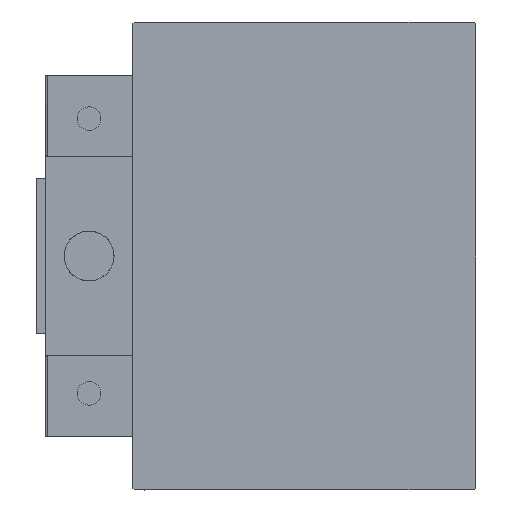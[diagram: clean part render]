
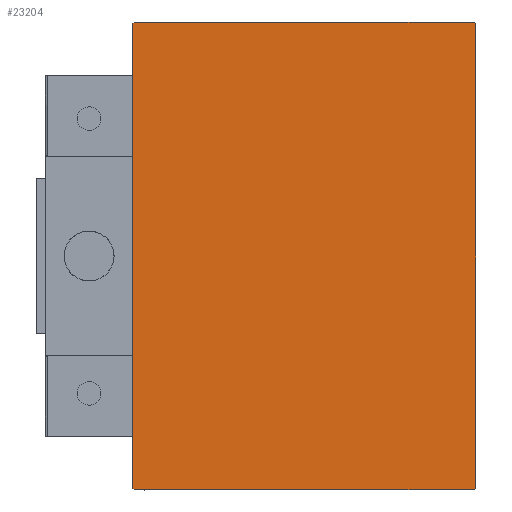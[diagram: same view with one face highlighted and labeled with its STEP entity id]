
A CAD part, left-side view. The second image highlights one B-rep face of the part: STEP entity #23204.
In plain terms, the highlighted face is planar.
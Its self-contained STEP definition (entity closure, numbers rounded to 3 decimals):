
#307 = CARTESIAN_POINT ( 'NONE',  ( 75., 27.5, 37.2 ) ) ;
#426 = CARTESIAN_POINT ( 'NONE',  ( 75., -27.5, -37.5 ) ) ;
#612 = DIRECTION ( 'NONE',  ( 0., -0.707, 0.707 ) ) ;
#859 = CARTESIAN_POINT ( 'NONE',  ( 75., 32.35, 32.35 ) ) ;
#986 = VERTEX_POINT ( 'NONE', #36300 ) ;
#1440 = DIRECTION ( 'NONE',  ( 0., 0.707, -0.707 ) ) ;
#2743 = CARTESIAN_POINT ( 'NONE',  ( 75., -27.5, 37.5 ) ) ;
#2863 = EDGE_CURVE ( 'NONE', #7563, #26947, #29737, .T. ) ;
#3092 = ORIENTED_EDGE ( 'NONE', *, *, #9668, .T. ) ;
#5894 = AXIS2_PLACEMENT_3D ( 'NONE', #34446, #23218, #25608 ) ;
#6985 = ORIENTED_EDGE ( 'NONE', *, *, #30816, .T. ) ;
#7563 = VERTEX_POINT ( 'NONE', #26784 ) ;
#8140 = VECTOR ( 'NONE', #29861, 1000. ) ;
#8814 = VECTOR ( 'NONE', #612, 1000. ) ;
#9344 = EDGE_CURVE ( 'NONE', #23410, #48376, #24534, .T. ) ;
#9572 = ORIENTED_EDGE ( 'NONE', *, *, #30183, .T. ) ;
#9668 = EDGE_CURVE ( 'NONE', #48376, #36683, #34949, .T. ) ;
#12160 = EDGE_CURVE ( 'NONE', #26947, #20459, #43513, .T. ) ;
#12890 = VECTOR ( 'NONE', #19911, 1000. ) ;
#14450 = DIRECTION ( 'NONE',  ( 0., 0., -1. ) ) ;
#14993 = ORIENTED_EDGE ( 'NONE', *, *, #41483, .T. ) ;
#17890 = VECTOR ( 'NONE', #30142, 1000. ) ;
#18141 = CARTESIAN_POINT ( 'NONE',  ( 75., 32.35, -32.35 ) ) ;
#18927 = CARTESIAN_POINT ( 'NONE',  ( 75., 27.5, -37.5 ) ) ;
#19911 = DIRECTION ( 'NONE',  ( 0., -1., 0. ) ) ;
#20459 = VERTEX_POINT ( 'NONE', #24801 ) ;
#20861 = VERTEX_POINT ( 'NONE', #40560 ) ;
#21962 = LINE ( 'NONE', #18141, #8140 ) ;
#23204 = ADVANCED_FACE ( 'NONE', ( #42110 ), #29426, .T. ) ;
#23218 = DIRECTION ( 'NONE',  ( 1., 0., 0. ) ) ;
#23410 = VERTEX_POINT ( 'NONE', #307 ) ;
#23485 = CARTESIAN_POINT ( 'NONE',  ( 75., 27.5, 37.5 ) ) ;
#24534 = LINE ( 'NONE', #859, #8814 ) ;
#24801 = CARTESIAN_POINT ( 'NONE',  ( 75., -27.2, -37.5 ) ) ;
#25289 = EDGE_LOOP ( 'NONE', ( #6985, #9572, #25708, #35443, #3092, #14993, #48157, #27964 ) ) ;
#25608 = DIRECTION ( 'NONE',  ( 0., 0., -1. ) ) ;
#25708 = ORIENTED_EDGE ( 'NONE', *, *, #30011, .T. ) ;
#26784 = CARTESIAN_POINT ( 'NONE',  ( 75., -27.5, 37.2 ) ) ;
#26947 = VERTEX_POINT ( 'NONE', #42546 ) ;
#27685 = DIRECTION ( 'NONE',  ( 0., 1., 0. ) ) ;
#27964 = ORIENTED_EDGE ( 'NONE', *, *, #12160, .T. ) ;
#29137 = CARTESIAN_POINT ( 'NONE',  ( 75., -32.35, 32.35 ) ) ;
#29426 = PLANE ( 'NONE',  #5894 ) ;
#29650 = DIRECTION ( 'NONE',  ( 0., -0.707, -0.707 ) ) ;
#29737 = LINE ( 'NONE', #2743, #45370 ) ;
#29861 = DIRECTION ( 'NONE',  ( 0., 0.707, 0.707 ) ) ;
#30011 = EDGE_CURVE ( 'NONE', #986, #23410, #49775, .T. ) ;
#30142 = DIRECTION ( 'NONE',  ( 0., 0., 1. ) ) ;
#30183 = EDGE_CURVE ( 'NONE', #20861, #986, #21962, .T. ) ;
#30816 = EDGE_CURVE ( 'NONE', #20459, #20861, #35333, .T. ) ;
#32461 = LINE ( 'NONE', #29137, #38566 ) ;
#34446 = CARTESIAN_POINT ( 'NONE',  ( 75., 0., 0. ) ) ;
#34949 = LINE ( 'NONE', #23485, #12890 ) ;
#35333 = LINE ( 'NONE', #426, #44808 ) ;
#35443 = ORIENTED_EDGE ( 'NONE', *, *, #9344, .T. ) ;
#36300 = CARTESIAN_POINT ( 'NONE',  ( 75., 27.5, -37.2 ) ) ;
#36683 = VERTEX_POINT ( 'NONE', #36969 ) ;
#36969 = CARTESIAN_POINT ( 'NONE',  ( 75., -27.2, 37.5 ) ) ;
#38566 = VECTOR ( 'NONE', #29650, 1000. ) ;
#40429 = CARTESIAN_POINT ( 'NONE',  ( 75., -32.35, -32.35 ) ) ;
#40560 = CARTESIAN_POINT ( 'NONE',  ( 75., 27.2, -37.5 ) ) ;
#41082 = CARTESIAN_POINT ( 'NONE',  ( 75., 27.2, 37.5 ) ) ;
#41483 = EDGE_CURVE ( 'NONE', #36683, #7563, #32461, .T. ) ;
#42110 = FACE_OUTER_BOUND ( 'NONE', #25289, .T. ) ;
#42546 = CARTESIAN_POINT ( 'NONE',  ( 75., -27.5, -37.2 ) ) ;
#43513 = LINE ( 'NONE', #40429, #44730 ) ;
#44730 = VECTOR ( 'NONE', #1440, 1000. ) ;
#44808 = VECTOR ( 'NONE', #27685, 1000. ) ;
#45370 = VECTOR ( 'NONE', #14450, 1000. ) ;
#48157 = ORIENTED_EDGE ( 'NONE', *, *, #2863, .T. ) ;
#48376 = VERTEX_POINT ( 'NONE', #41082 ) ;
#49775 = LINE ( 'NONE', #18927, #17890 ) ;
